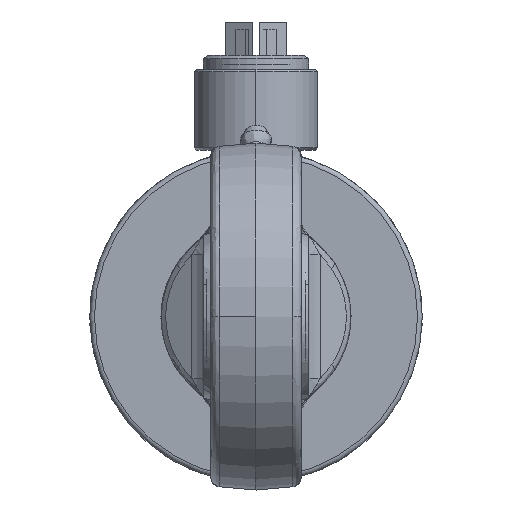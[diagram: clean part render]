
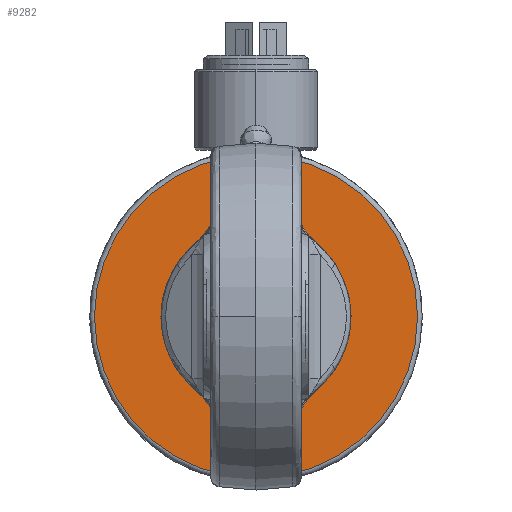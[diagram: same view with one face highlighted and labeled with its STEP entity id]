
A CAD part, left-side view. The second image highlights one B-rep face of the part: STEP entity #9282.
In plain terms, the highlighted planar face has unit normal (-1, 0, 0).
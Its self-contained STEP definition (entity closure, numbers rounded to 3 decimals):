
#634 = EDGE_LOOP ( 'NONE', ( #7508, #5010 ) ) ;
#639 = VERTEX_POINT ( 'NONE', #2842 ) ;
#1220 = DIRECTION ( 'NONE',  ( 0., 0., 1. ) ) ;
#2629 = DIRECTION ( 'NONE',  ( -1., 0., 0. ) ) ;
#2842 = CARTESIAN_POINT ( 'NONE',  ( -10., 0., -2. ) ) ;
#2885 = CARTESIAN_POINT ( 'NONE',  ( -10., 0., 0. ) ) ;
#2988 = DIRECTION ( 'NONE',  ( 1., 0., 0. ) ) ;
#3663 = PLANE ( 'NONE',  #10111 ) ;
#4790 = VERTEX_POINT ( 'NONE', #9504 ) ;
#5010 = ORIENTED_EDGE ( 'NONE', *, *, #14969, .T. ) ;
#5381 = FACE_OUTER_BOUND ( 'NONE', #14110, .T. ) ;
#5579 = DIRECTION ( 'NONE',  ( -1., 0., 0. ) ) ;
#5904 = DIRECTION ( 'NONE',  ( 0., 0., -1. ) ) ;
#6996 = DIRECTION ( 'NONE',  ( 0., 0., 1. ) ) ;
#7508 = ORIENTED_EDGE ( 'NONE', *, *, #18852, .T. ) ;
#7723 = AXIS2_PLACEMENT_3D ( 'NONE', #17698, #2629, #1220 ) ;
#8431 = ORIENTED_EDGE ( 'NONE', *, *, #13563, .T. ) ;
#8456 = DIRECTION ( 'NONE',  ( 0., 0., 1. ) ) ;
#8673 = CIRCLE ( 'NONE', #18363, 34. ) ;
#8715 = ORIENTED_EDGE ( 'NONE', *, *, #14127, .T. ) ;
#8718 = FACE_BOUND ( 'NONE', #634, .T. ) ;
#9282 = ADVANCED_FACE ( 'NONE', ( #5381, #8718 ), #3663, .T. ) ;
#9504 = CARTESIAN_POINT ( 'NONE',  ( -10., 0., -34. ) ) ;
#10111 = AXIS2_PLACEMENT_3D ( 'NONE', #13264, #5579, #6996 ) ;
#10419 = DIRECTION ( 'NONE',  ( 0., 0., -1. ) ) ;
#10797 = AXIS2_PLACEMENT_3D ( 'NONE', #2885, #2988, #5904 ) ;
#10871 = VERTEX_POINT ( 'NONE', #12815 ) ;
#12815 = CARTESIAN_POINT ( 'NONE',  ( -10., 0., 34. ) ) ;
#12964 = CARTESIAN_POINT ( 'NONE',  ( -10., 0., 2. ) ) ;
#13202 = CIRCLE ( 'NONE', #7723, 34. ) ;
#13264 = CARTESIAN_POINT ( 'NONE',  ( -10., 0., 34. ) ) ;
#13279 = CARTESIAN_POINT ( 'NONE',  ( -10., 0., 0. ) ) ;
#13429 = DIRECTION ( 'NONE',  ( 1., 0., 0. ) ) ;
#13563 = EDGE_CURVE ( 'NONE', #10871, #4790, #8673, .T. ) ;
#14110 = EDGE_LOOP ( 'NONE', ( #8431, #8715 ) ) ;
#14127 = EDGE_CURVE ( 'NONE', #4790, #10871, #13202, .T. ) ;
#14880 = CIRCLE ( 'NONE', #15523, 2. ) ;
#14969 = EDGE_CURVE ( 'NONE', #17165, #639, #14880, .T. ) ;
#15523 = AXIS2_PLACEMENT_3D ( 'NONE', #19832, #13429, #10419 ) ;
#16037 = DIRECTION ( 'NONE',  ( -1., 0., 0. ) ) ;
#17165 = VERTEX_POINT ( 'NONE', #12964 ) ;
#17698 = CARTESIAN_POINT ( 'NONE',  ( -10., 0., 0. ) ) ;
#18363 = AXIS2_PLACEMENT_3D ( 'NONE', #13279, #16037, #8456 ) ;
#18852 = EDGE_CURVE ( 'NONE', #639, #17165, #19544, .T. ) ;
#19544 = CIRCLE ( 'NONE', #10797, 2. ) ;
#19832 = CARTESIAN_POINT ( 'NONE',  ( -10., 0., 0. ) ) ;
